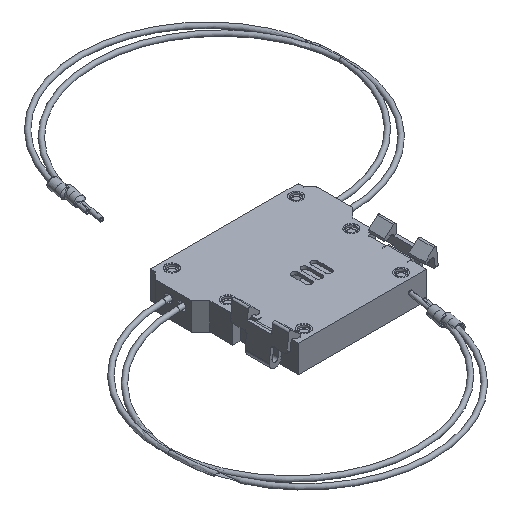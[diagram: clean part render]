
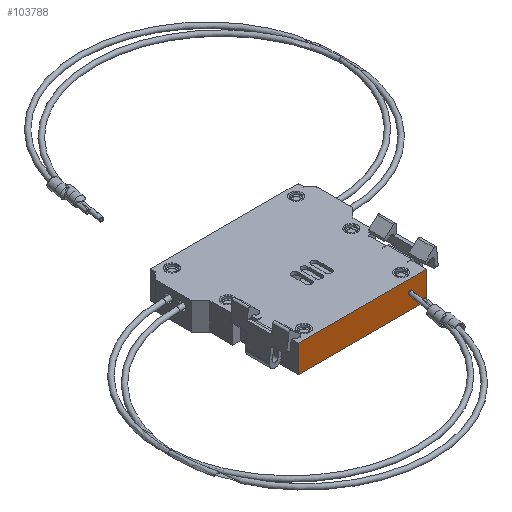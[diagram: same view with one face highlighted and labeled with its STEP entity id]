
A CAD part, isometric view. The second image highlights one B-rep face of the part: STEP entity #103788.
In plain terms, the highlighted planar face has unit normal (0, -1, 0).
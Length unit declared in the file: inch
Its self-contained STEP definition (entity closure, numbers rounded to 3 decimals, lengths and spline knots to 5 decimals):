
#91045=CARTESIAN_POINT('',(0.83268,-0.90737,-0.17717));
#91046=VERTEX_POINT('',#91045);
#91053=CARTESIAN_POINT('',(-0.83268,-0.90737,-0.17717));
#91054=VERTEX_POINT('',#91053);
#91055=CARTESIAN_POINT('',(-0.83268,-0.90737,-0.17717));
#91056=DIRECTION('',(1.0,0.0,0.0));
#91057=VECTOR('',#91056,1.66535);
#91058=LINE('',#91055,#91057);
#91059=EDGE_CURVE('',#91054,#91046,#91058,.T.);
#102988=CARTESIAN_POINT('',(-0.83268,-0.90737,0.17717));
#102989=VERTEX_POINT('',#102988);
#102996=CARTESIAN_POINT('',(0.83268,-0.90737,0.17717));
#102997=VERTEX_POINT('',#102996);
#102998=CARTESIAN_POINT('',(0.83268,-0.90737,0.17717));
#102999=DIRECTION('',(-1.0,0.0,0.0));
#103000=VECTOR('',#102999,1.66535);
#103001=LINE('',#102998,#103000);
#103002=EDGE_CURVE('',#102997,#102989,#103001,.T.);
#103234=CARTESIAN_POINT('',(-0.83268,-0.90737,-0.17717));
#103235=DIRECTION('',(0.0,0.0,1.0));
#103236=VECTOR('',#103235,0.35433);
#103237=LINE('',#103234,#103236);
#103238=EDGE_CURVE('',#91054,#102989,#103237,.T.);
#103761=CARTESIAN_POINT('',(0.83268,-0.90737,-0.17717));
#103762=DIRECTION('',(0.0,0.0,1.0));
#103763=VECTOR('',#103762,0.35433);
#103764=LINE('',#103761,#103763);
#103765=EDGE_CURVE('',#91046,#102997,#103764,.T.);
#103777=CARTESIAN_POINT('',(0.83268,-0.90737,0.0));
#103778=DIRECTION('',(0.0,-1.0,0.0));
#103779=DIRECTION('',(0.0,0.0,-1.0));
#103780=AXIS2_PLACEMENT_3D('',#103777,#103778,#103779);
#103781=PLANE('',#103780);
#103782=ORIENTED_EDGE('',*,*,#103002,.T.);
#103783=ORIENTED_EDGE('',*,*,#103238,.F.);
#103784=ORIENTED_EDGE('',*,*,#91059,.T.);
#103785=ORIENTED_EDGE('',*,*,#103765,.T.);
#103786=EDGE_LOOP('',(#103782,#103783,#103784,#103785));
#103787=FACE_OUTER_BOUND('',#103786,.T.);
#103788=ADVANCED_FACE('',(#103787),#103781,.T.);
